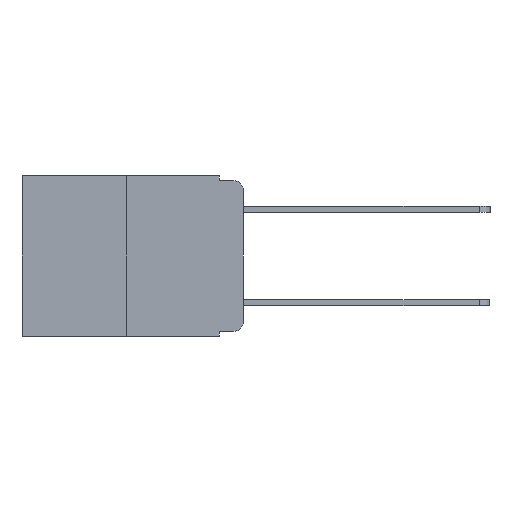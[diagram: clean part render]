
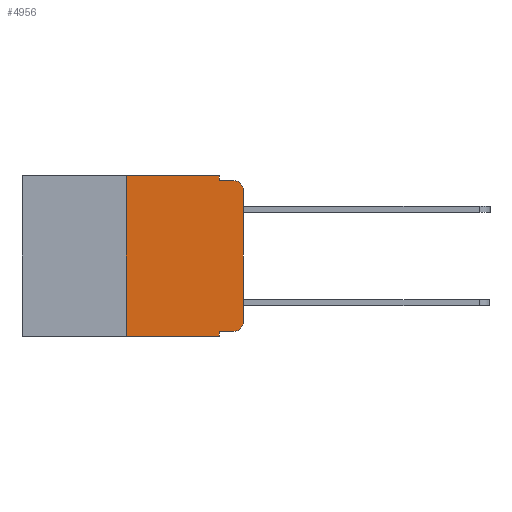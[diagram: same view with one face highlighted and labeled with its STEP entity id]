
A CAD part, left-side view. The second image highlights one B-rep face of the part: STEP entity #4956.
In plain terms, the highlighted planar face has unit normal (-1, 0, 0).
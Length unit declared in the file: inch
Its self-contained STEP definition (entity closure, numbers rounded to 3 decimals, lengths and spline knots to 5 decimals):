
#54 = LINE ( 'NONE', #6410, #11539 ) ;
#62 = ORIENTED_EDGE ( 'NONE', *, *, #2455, .T. ) ;
#461 = CARTESIAN_POINT ( 'NONE',  ( 0., 0.25, 0. ) ) ;
#936 = ORIENTED_EDGE ( 'NONE', *, *, #3365, .F. ) ;
#1270 = ORIENTED_EDGE ( 'NONE', *, *, #5763, .F. ) ;
#1551 = ORIENTED_EDGE ( 'NONE', *, *, #3331, .F. ) ;
#1744 = LINE ( 'NONE', #12370, #5067 ) ;
#1805 = DIRECTION ( 'NONE',  ( 0., 0., -1. ) ) ;
#1851 = DIRECTION ( 'NONE',  ( 0., -1., 0. ) ) ;
#2455 = EDGE_CURVE ( 'NONE', #4188, #13269, #1744, .T. ) ;
#2726 = CARTESIAN_POINT ( 'NONE',  ( 0., 0.02, -0.313 ) ) ;
#3006 = ORIENTED_EDGE ( 'NONE', *, *, #6499, .F. ) ;
#3027 = CARTESIAN_POINT ( 'NONE',  ( 0., 0.02, -0.01 ) ) ;
#3039 = ORIENTED_EDGE ( 'NONE', *, *, #7189, .T. ) ;
#3167 = VERTEX_POINT ( 'NONE', #3027 ) ;
#3204 = VERTEX_POINT ( 'NONE', #7465 ) ;
#3267 = ORIENTED_EDGE ( 'NONE', *, *, #7855, .T. ) ;
#3331 = EDGE_CURVE ( 'NONE', #8472, #9583, #13745, .T. ) ;
#3365 = EDGE_CURVE ( 'NONE', #4188, #3204, #5659, .T. ) ;
#3681 = DIRECTION ( 'NONE',  ( 0., 0., 1. ) ) ;
#3766 = VECTOR ( 'NONE', #3681, 39.37008 ) ;
#4008 = DIRECTION ( 'NONE',  ( 0., 0., -1. ) ) ;
#4171 = EDGE_CURVE ( 'NONE', #5262, #8472, #12556, .T. ) ;
#4188 = VERTEX_POINT ( 'NONE', #9919 ) ;
#4543 = DIRECTION ( 'NONE',  ( 0., 0., -1. ) ) ;
#4834 = CARTESIAN_POINT ( 'NONE',  ( 0., 0., 0. ) ) ;
#4956 = ADVANCED_FACE ( 'NONE', ( #12374 ), #5561, .F. ) ;
#5067 = VECTOR ( 'NONE', #1851, 39.37008 ) ;
#5224 = VERTEX_POINT ( 'NONE', #7914 ) ;
#5262 = VERTEX_POINT ( 'NONE', #5355 ) ;
#5355 = CARTESIAN_POINT ( 'NONE',  ( 0., 0.25, -0.343 ) ) ;
#5466 = DIRECTION ( 'NONE',  ( -1., 0., 0. ) ) ;
#5491 = VERTEX_POINT ( 'NONE', #9997 ) ;
#5561 = PLANE ( 'NONE',  #12000 ) ;
#5659 = LINE ( 'NONE', #12154, #10979 ) ;
#5763 = EDGE_CURVE ( 'NONE', #9583, #10310, #10588, .T. ) ;
#6174 = CARTESIAN_POINT ( 'NONE',  ( 0., 0.473, 0. ) ) ;
#6393 = CARTESIAN_POINT ( 'NONE',  ( 0., 0.051, 0. ) ) ;
#6410 = CARTESIAN_POINT ( 'NONE',  ( 0., 0.473, -0.343 ) ) ;
#6499 = EDGE_CURVE ( 'NONE', #10310, #3167, #11477, .T. ) ;
#6560 = CIRCLE ( 'NONE', #11242, 0.02 ) ;
#6638 = ORIENTED_EDGE ( 'NONE', *, *, #12584, .T. ) ;
#6652 = CARTESIAN_POINT ( 'NONE',  ( 0., 0.051, 0. ) ) ;
#7189 = EDGE_CURVE ( 'NONE', #5224, #3167, #6560, .T. ) ;
#7459 = VECTOR ( 'NONE', #8390, 39.37008 ) ;
#7465 = CARTESIAN_POINT ( 'NONE',  ( 0., 0.051, -0.343 ) ) ;
#7621 = ORIENTED_EDGE ( 'NONE', *, *, #8271, .T. ) ;
#7855 = EDGE_CURVE ( 'NONE', #5491, #5224, #9450, .T. ) ;
#7914 = CARTESIAN_POINT ( 'NONE',  ( 0., 0., -0.03 ) ) ;
#7922 = ORIENTED_EDGE ( 'NONE', *, *, #4171, .F. ) ;
#7958 = DIRECTION ( 'NONE',  ( 0., -1., 0. ) ) ;
#8271 = EDGE_CURVE ( 'NONE', #5262, #3204, #54, .T. ) ;
#8390 = DIRECTION ( 'NONE',  ( 0., 0., 1. ) ) ;
#8472 = VERTEX_POINT ( 'NONE', #461 ) ;
#8720 = VECTOR ( 'NONE', #7958, 39.37008 ) ;
#8792 = CARTESIAN_POINT ( 'NONE',  ( 0., 0.25, 0. ) ) ;
#8814 = DIRECTION ( 'NONE',  ( 1., 0., 0. ) ) ;
#9450 = LINE ( 'NONE', #4834, #3766 ) ;
#9583 = VERTEX_POINT ( 'NONE', #6393 ) ;
#9919 = CARTESIAN_POINT ( 'NONE',  ( 0., 0.051, -0.333 ) ) ;
#9933 = DIRECTION ( 'NONE',  ( 0., -1., 0. ) ) ;
#9997 = CARTESIAN_POINT ( 'NONE',  ( 0., 0., -0.313 ) ) ;
#10295 = DIRECTION ( 'NONE',  ( -1., 0., 0. ) ) ;
#10310 = VERTEX_POINT ( 'NONE', #12765 ) ;
#10397 = DIRECTION ( 'NONE',  ( 0., -1., 0. ) ) ;
#10588 = LINE ( 'NONE', #6652, #12768 ) ;
#10864 = CIRCLE ( 'NONE', #11173, 0.02 ) ;
#10979 = VECTOR ( 'NONE', #4543, 39.37008 ) ;
#11173 = AXIS2_PLACEMENT_3D ( 'NONE', #2726, #10295, #4008 ) ;
#11211 = CARTESIAN_POINT ( 'NONE',  ( 0., 0.473, 0. ) ) ;
#11242 = AXIS2_PLACEMENT_3D ( 'NONE', #11465, #5466, #12373 ) ;
#11465 = CARTESIAN_POINT ( 'NONE',  ( 0., 0.02, -0.03 ) ) ;
#11477 = LINE ( 'NONE', #11791, #13642 ) ;
#11539 = VECTOR ( 'NONE', #10397, 39.37008 ) ;
#11791 = CARTESIAN_POINT ( 'NONE',  ( 0., 0.051, -0.01 ) ) ;
#11953 = CARTESIAN_POINT ( 'NONE',  ( 0., 0.02, -0.333 ) ) ;
#12000 = AXIS2_PLACEMENT_3D ( 'NONE', #6174, #8814, #12592 ) ;
#12154 = CARTESIAN_POINT ( 'NONE',  ( 0., 0.051, 0. ) ) ;
#12370 = CARTESIAN_POINT ( 'NONE',  ( 0., 0.051, -0.333 ) ) ;
#12373 = DIRECTION ( 'NONE',  ( 0., 0., -1. ) ) ;
#12374 = FACE_OUTER_BOUND ( 'NONE', #12794, .T. ) ;
#12556 = LINE ( 'NONE', #8792, #7459 ) ;
#12584 = EDGE_CURVE ( 'NONE', #13269, #5491, #10864, .T. ) ;
#12592 = DIRECTION ( 'NONE',  ( 0., 0., -1. ) ) ;
#12765 = CARTESIAN_POINT ( 'NONE',  ( 0., 0.051, -0.01 ) ) ;
#12768 = VECTOR ( 'NONE', #1805, 39.37008 ) ;
#12794 = EDGE_LOOP ( 'NONE', ( #3267, #3039, #3006, #1270, #1551, #7922, #7621, #936, #62, #6638 ) ) ;
#13269 = VERTEX_POINT ( 'NONE', #11953 ) ;
#13642 = VECTOR ( 'NONE', #9933, 39.37008 ) ;
#13745 = LINE ( 'NONE', #11211, #8720 ) ;
